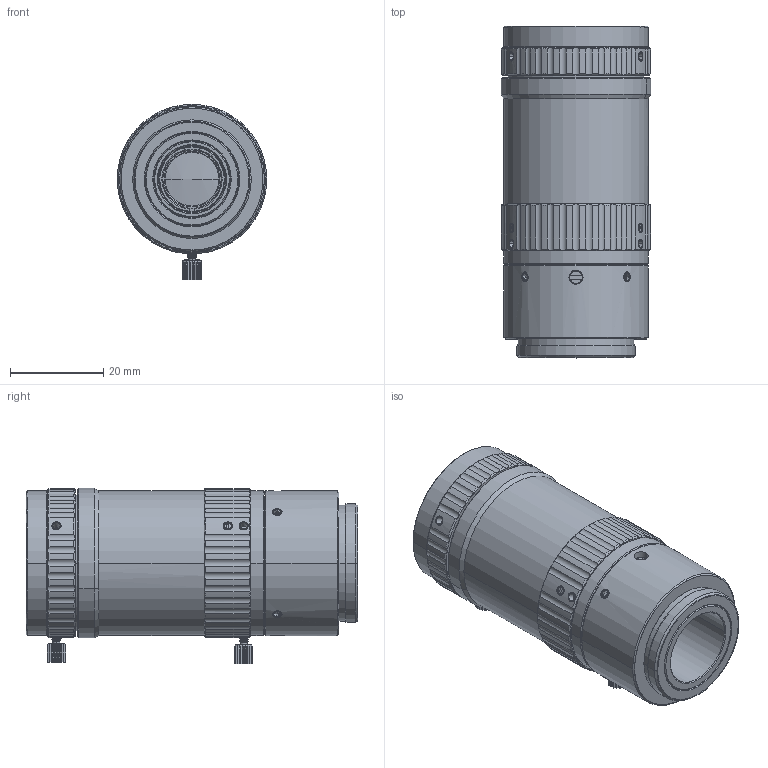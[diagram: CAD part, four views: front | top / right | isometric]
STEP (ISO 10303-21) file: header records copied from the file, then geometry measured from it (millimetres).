
FILE_DESCRIPTION(('FreeCAD Model'),'2;1');
FILE_NAME('Open CASCADE Shape Model','2025-01-21T11:35:46',('Author'),( ''),'Open CASCADE STEP processor 7.8','FreeCAD','Unknown');
FILE_SCHEMA(('AUTOMOTIVE_DESIGN { 1 0 10303 214 1 1 1 1 }'));
Length unit declared in the file: millimetre
Products named in the file (70): VA-LCM-12MP-50MM-F2.8-110-MACRO; VA-LCM-12MP-50MM-F2.8-110-MACRO001; 505_16; SOLID; COMPOUND003; COMPOUND; COMPOUND001; COMPOUND002; 202_ASM_10_ASM; 502_9; SOLID001; COMPOUND008; COMPOUND004; COMPOUND005; COMPOUND006; COMPOUND007; 601_1; 513_4; SOLID002; SHELL; 551_3; JD20202001-01_1; 201_ASM_2_ASM; 501_2; SOLID003; COMPOUND011; COMPOUND009; COMPOUND010; 301_1; 511_2; SOLID004; SHELL001; 514_2; SOLID005; SHELL002; 507_11; SOLID006; COMPOUND019; COMPOUND012; COMPOUND013 ...
Assembly tree (81 placements, depth 6):
  VA-LCM-12MP-50MM-F2.8-110-MACRO
    VA-LCM-12MP-50MM-F2.8-110-MACRO001
      505_16
        SOLID
        COMPOUND003
          COMPOUND
          COMPOUND001
          COMPOUND002
      202_ASM_10_ASM
        502_9
          SOLID001
          COMPOUND008
            COMPOUND004
            COMPOUND005
            COMPOUND006
            COMPOUND007
        601_1
        513_4
          SOLID002
          SHELL
        551_3
        JD20202001-01_1  x2
      201_ASM_2_ASM
        501_2
          SOLID003
          COMPOUND011
            COMPOUND009
            COMPOUND010
        301_1
        511_2
          SOLID004
          SHELL001
      514_2
        SOLID005
        SHELL002
      507_11
        SOLID006
        COMPOUND019
          COMPOUND012
          COMPOUND013
          COMPOUND014
          COMPOUND015
          COMPOUND016
          COMPOUND017
          COMPOUND018
      506_6
        SOLID007
        COMPOUND028
          COMPOUND020
          COMPOUND021
          COMPOUND022
          COMPOUND023
          COMPOUND024
          COMPOUND025
          COMPOUND026
          COMPOUND027
      504_7
        SOLID008
        COMPOUND035
          COMPOUND029
Bounding box: 32 x 71.05 x 37.5 mm (x, y, z)
Volume: 32268.1 mm3; surface area: 40132.5 mm2
Topology: 30 solids, 63 shells, 1320 faces, 3439 edges, 2235 vertices
Faces by surface type: cylinder 536, cone 414, plane 310, bspline 26, torus 24, sphere 10
Entity records: 39695 total; most frequent: CARTESIAN_POINT 13038, DIRECTION 5278, ORIENTED_EDGE 5122, EDGE_CURVE 2631, AXIS2_PLACEMENT_3D 2222, VERTEX_POINT 1715, FACE_BOUND 1144, EDGE_LOOP 1144
